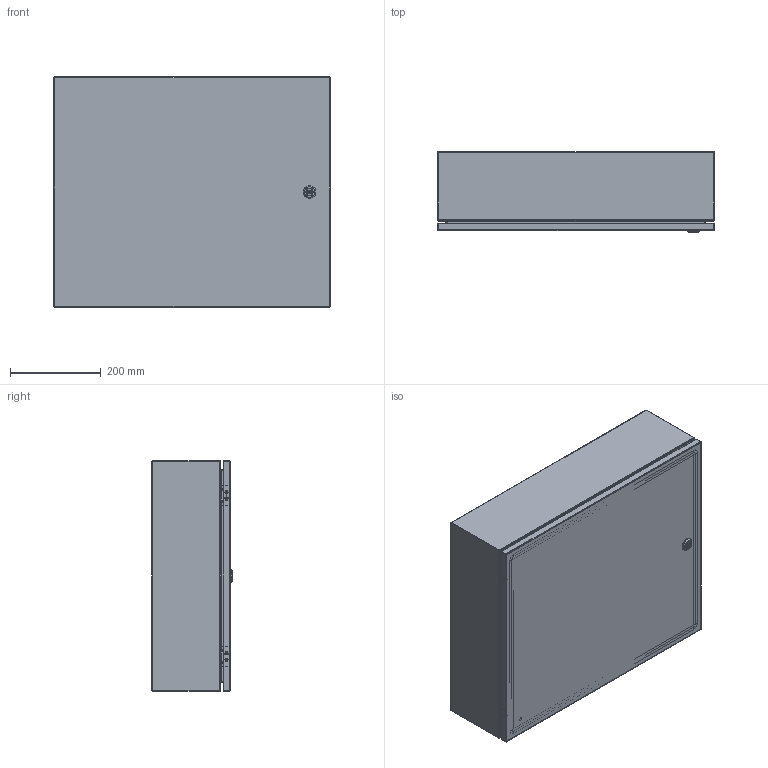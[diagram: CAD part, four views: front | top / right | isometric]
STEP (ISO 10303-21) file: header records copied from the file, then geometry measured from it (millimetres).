
FILE_DESCRIPTION (( 'STEP AP203' ), '1' );
FILE_NAME ('EN4SD20246GY_Default.step', '2019-11-14T20:50:52', ( '' ), ( '' ), 'SwSTEP 2.0', 'SolidWorks 2019', '' );
FILE_SCHEMA (( 'CONFIG_CONTROL_DESIGN' ));
Length unit declared in the file: inch
Products named in the file (1): EN4SD20246GY_Default
Bounding box: 609.6 x 177.34 x 508 mm (x, y, z)
Volume: 1691282.5 mm3; surface area: 2266746.3 mm2
Topology: 21 solids, 22 shells, 634 faces, 1457 edges, 884 vertices
Faces by surface type: plane 285, cylinder 213, bspline 96, torus 24, cone 16
Entity records: 21301 total; most frequent: CARTESIAN_POINT 7363, ORIENTED_EDGE 2886, DIRECTION 2826, EDGE_CURVE 1443, AXIS2_PLACEMENT_3D 1012, VERTEX_POINT 884, VECTOR 802, LINE 802
